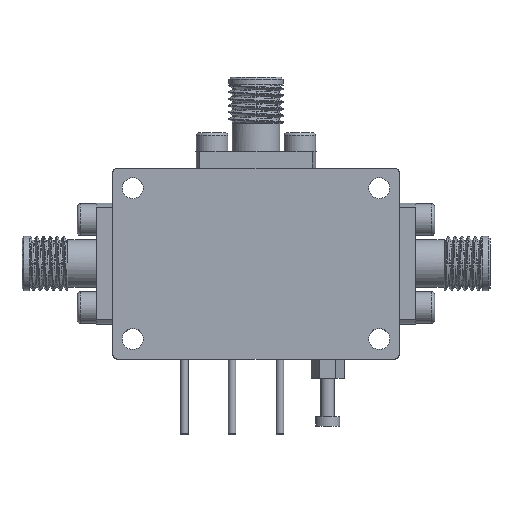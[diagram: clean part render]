
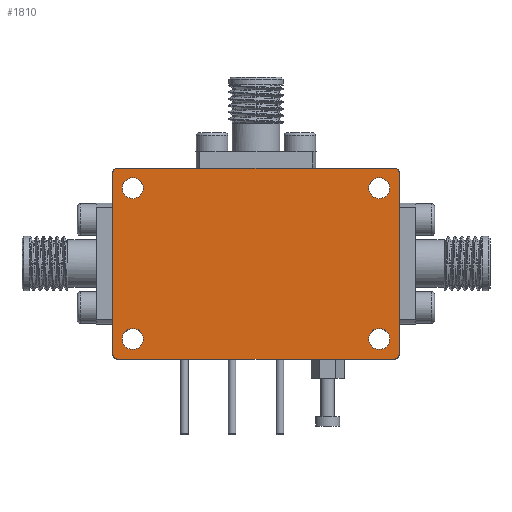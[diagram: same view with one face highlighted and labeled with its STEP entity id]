
A CAD part, top view. The second image highlights one B-rep face of the part: STEP entity #1810.
In plain terms, the highlighted planar face has unit normal (0, 0, 1).
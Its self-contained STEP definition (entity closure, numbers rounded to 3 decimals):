
#1174=FACE_BOUND('',#3030,.T.);
#1175=FACE_BOUND('',#3031,.T.);
#1176=FACE_BOUND('',#3032,.T.);
#1177=FACE_BOUND('',#3033,.T.);
#1178=FACE_BOUND('',#3034,.T.);
#1602=CIRCLE('',#8365,0.5);
#1604=CIRCLE('',#8369,0.5);
#1606=CIRCLE('',#8373,0.5);
#1610=CIRCLE('',#8379,1.1);
#1612=CIRCLE('',#8382,1.1);
#1614=CIRCLE('',#8385,1.1);
#1617=CIRCLE('',#8389,0.5);
#1618=CIRCLE('',#8391,1.1);
#1810=ADVANCED_FACE('',(#1174,#1175,#1176,#1177,#1178),#2382,.T.);
#2382=PLANE('',#8394);
#3030=EDGE_LOOP('',(#3734,#3735,#3736,#3737,#3738,#3739,#3740,#3741));
#3031=EDGE_LOOP('',(#3742));
#3032=EDGE_LOOP('',(#3743));
#3033=EDGE_LOOP('',(#3744));
#3034=EDGE_LOOP('',(#3745));
#3734=ORIENTED_EDGE('',*,*,#6826,.T.);
#3735=ORIENTED_EDGE('',*,*,#6830,.T.);
#3736=ORIENTED_EDGE('',*,*,#6833,.T.);
#3737=ORIENTED_EDGE('',*,*,#6836,.T.);
#3738=ORIENTED_EDGE('',*,*,#6839,.T.);
#3739=ORIENTED_EDGE('',*,*,#6842,.T.);
#3740=ORIENTED_EDGE('',*,*,#6854,.T.);
#3741=ORIENTED_EDGE('',*,*,#6862,.T.);
#3742=ORIENTED_EDGE('',*,*,#6859,.T.);
#3743=ORIENTED_EDGE('',*,*,#6857,.T.);
#3744=ORIENTED_EDGE('',*,*,#6855,.T.);
#3745=ORIENTED_EDGE('',*,*,#6863,.T.);
#6099=VERTEX_POINT('',#9877);
#6100=VERTEX_POINT('',#9879);
#6102=VERTEX_POINT('',#9885);
#6104=VERTEX_POINT('',#9891);
#6106=VERTEX_POINT('',#9897);
#6108=VERTEX_POINT('',#9903);
#6110=VERTEX_POINT('',#9909);
#6121=VERTEX_POINT('',#9951);
#6122=VERTEX_POINT('',#9955);
#6124=VERTEX_POINT('',#9960);
#6126=VERTEX_POINT('',#9965);
#6128=VERTEX_POINT('',#9973);
#6826=EDGE_CURVE('',#6100,#6099,#8032,.T.);
#6830=EDGE_CURVE('',#6099,#6102,#1602,.T.);
#6833=EDGE_CURVE('',#6102,#6104,#8037,.T.);
#6836=EDGE_CURVE('',#6104,#6106,#1604,.T.);
#6839=EDGE_CURVE('',#6106,#6108,#8041,.T.);
#6842=EDGE_CURVE('',#6108,#6110,#1606,.T.);
#6854=EDGE_CURVE('',#6110,#6121,#8045,.T.);
#6855=EDGE_CURVE('',#6122,#6122,#1610,.T.);
#6857=EDGE_CURVE('',#6124,#6124,#1612,.T.);
#6859=EDGE_CURVE('',#6126,#6126,#1614,.T.);
#6862=EDGE_CURVE('',#6121,#6100,#1617,.T.);
#6863=EDGE_CURVE('',#6128,#6128,#1618,.T.);
#8032=LINE('',#9878,#8198);
#8037=LINE('',#9892,#8203);
#8041=LINE('',#9904,#8207);
#8045=LINE('',#9952,#8211);
#8198=VECTOR('',#8814,1.);
#8203=VECTOR('',#8827,1.);
#8207=VECTOR('',#8839,1.);
#8211=VECTOR('',#8857,1.);
#8365=AXIS2_PLACEMENT_3D('',#9886,#8821,#8822);
#8369=AXIS2_PLACEMENT_3D('',#9898,#8833,#8834);
#8373=AXIS2_PLACEMENT_3D('',#9910,#8845,#8846);
#8379=AXIS2_PLACEMENT_3D('',#9954,#8860,#8861);
#8382=AXIS2_PLACEMENT_3D('',#9959,#8866,#8867);
#8385=AXIS2_PLACEMENT_3D('',#9964,#8872,#8873);
#8389=AXIS2_PLACEMENT_3D('',#9970,#8880,#8881);
#8391=AXIS2_PLACEMENT_3D('',#9972,#8884,#8885);
#8394=AXIS2_PLACEMENT_3D('',#9977,#8890,#8891);
#8814=DIRECTION('',(0.,1.,0.));
#8821=DIRECTION('',(0.,0.,1.));
#8822=DIRECTION('',(1.,0.,0.));
#8827=DIRECTION('',(-1.,0.,0.));
#8833=DIRECTION('',(0.,0.,1.));
#8834=DIRECTION('',(1.,0.,0.));
#8839=DIRECTION('',(0.,-1.,0.));
#8845=DIRECTION('',(0.,0.,1.));
#8846=DIRECTION('',(1.,0.,0.));
#8857=DIRECTION('',(1.,0.,0.));
#8860=DIRECTION('',(0.,0.,-1.));
#8861=DIRECTION('',(1.,0.,0.));
#8866=DIRECTION('',(0.,0.,-1.));
#8867=DIRECTION('',(1.,0.,0.));
#8872=DIRECTION('',(0.,0.,-1.));
#8873=DIRECTION('',(1.,0.,0.));
#8880=DIRECTION('',(0.,0.,1.));
#8881=DIRECTION('',(1.,0.,0.));
#8884=DIRECTION('',(0.,0.,-1.));
#8885=DIRECTION('',(1.,0.,0.));
#8890=DIRECTION('',(0.,0.,1.));
#8891=DIRECTION('',(-1.,0.,0.));
#9877=CARTESIAN_POINT('',(2197.864,584.296,0.));
#9878=CARTESIAN_POINT('',(2197.864,565.296,0.));
#9879=CARTESIAN_POINT('',(2197.864,565.296,0.));
#9885=CARTESIAN_POINT('',(2197.364,584.796,0.));
#9886=CARTESIAN_POINT('',(2197.364,584.296,0.));
#9891=CARTESIAN_POINT('',(2168.364,584.796,0.));
#9892=CARTESIAN_POINT('',(2197.364,584.796,0.));
#9897=CARTESIAN_POINT('',(2167.864,584.296,0.));
#9898=CARTESIAN_POINT('',(2168.364,584.296,0.));
#9903=CARTESIAN_POINT('',(2167.864,565.296,0.));
#9904=CARTESIAN_POINT('',(2167.864,584.296,0.));
#9909=CARTESIAN_POINT('',(2168.364,564.796,0.));
#9910=CARTESIAN_POINT('',(2168.364,565.296,0.));
#9951=CARTESIAN_POINT('',(2197.364,564.796,0.));
#9952=CARTESIAN_POINT('',(2168.364,564.796,0.));
#9954=CARTESIAN_POINT('',(2169.964,566.896,0.));
#9955=CARTESIAN_POINT('',(2171.064,566.896,0.));
#9959=CARTESIAN_POINT('',(2195.764,582.696,0.));
#9960=CARTESIAN_POINT('',(2196.864,582.696,0.));
#9964=CARTESIAN_POINT('',(2195.764,566.896,0.));
#9965=CARTESIAN_POINT('',(2196.864,566.896,0.));
#9970=CARTESIAN_POINT('',(2197.364,565.296,0.));
#9972=CARTESIAN_POINT('',(2169.964,582.696,0.));
#9973=CARTESIAN_POINT('',(2171.064,582.696,0.));
#9977=CARTESIAN_POINT('',(2197.364,584.296,0.));
